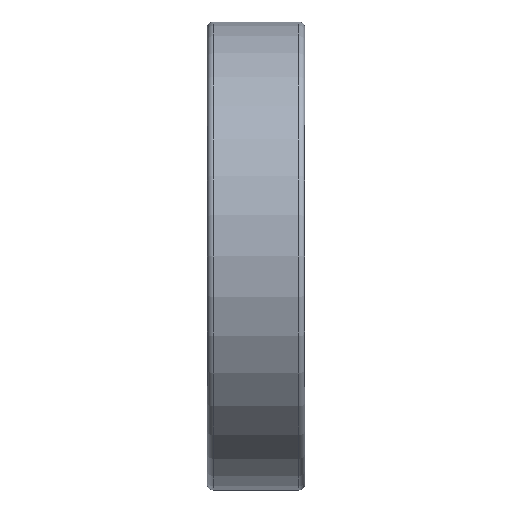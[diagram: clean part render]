
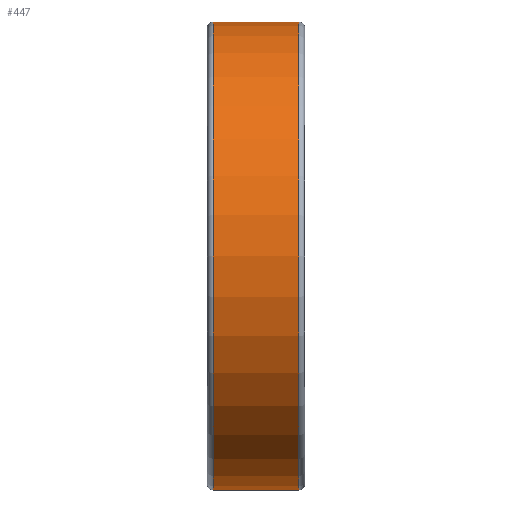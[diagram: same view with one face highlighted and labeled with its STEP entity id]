
A CAD part, front view. The second image highlights one B-rep face of the part: STEP entity #447.
In plain terms, the highlighted cylindrical face has radius 12 mm (diameter 24 mm), a full revolution.
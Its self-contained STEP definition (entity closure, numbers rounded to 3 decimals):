
#447 = ADVANCED_FACE( '', ( #722, #723 ), #724, .T. );
#722 = FACE_OUTER_BOUND( '', #901, .T. );
#723 = FACE_OUTER_BOUND( '', #902, .T. );
#724 = CYLINDRICAL_SURFACE( '', #903, 12. );
#901 = EDGE_LOOP( '', ( #1136 ) );
#902 = EDGE_LOOP( '', ( #1137 ) );
#903 = AXIS2_PLACEMENT_3D( '', #1138, #1139, #1140 );
#1136 = ORIENTED_EDGE( '', *, *, #1244, .T. );
#1137 = ORIENTED_EDGE( '', *, *, #1249, .F. );
#1138 = CARTESIAN_POINT( '', ( 50., 0., 0. ) );
#1139 = DIRECTION( '', ( -1., 0., 0. ) );
#1140 = DIRECTION( '', ( 0., 0., -1. ) );
#1244 = EDGE_CURVE( '', #1363, #1363, #1364, .T. );
#1249 = EDGE_CURVE( '', #1369, #1369, #1370, .T. );
#1363 = VERTEX_POINT( '', #1484 );
#1364 = CIRCLE( '', #1485, 12. );
#1369 = VERTEX_POINT( '', #1490 );
#1370 = CIRCLE( '', #1491, 12. );
#1484 = CARTESIAN_POINT( '', ( 0.3, 0., -12. ) );
#1485 = AXIS2_PLACEMENT_3D( '', #1609, #1610, #1611 );
#1490 = CARTESIAN_POINT( '', ( 4.7, 0., -12. ) );
#1491 = AXIS2_PLACEMENT_3D( '', #1615, #1616, #1617 );
#1609 = CARTESIAN_POINT( '', ( 0.3, 0., 0. ) );
#1610 = DIRECTION( '', ( 1., 0., 0. ) );
#1611 = DIRECTION( '', ( 0., 0., -1. ) );
#1615 = CARTESIAN_POINT( '', ( 4.7, 0., 0. ) );
#1616 = DIRECTION( '', ( 1., 0., 0. ) );
#1617 = DIRECTION( '', ( 0., 0., -1. ) );
